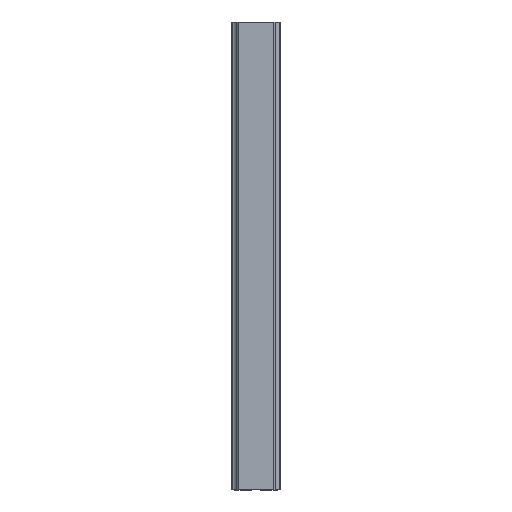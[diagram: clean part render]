
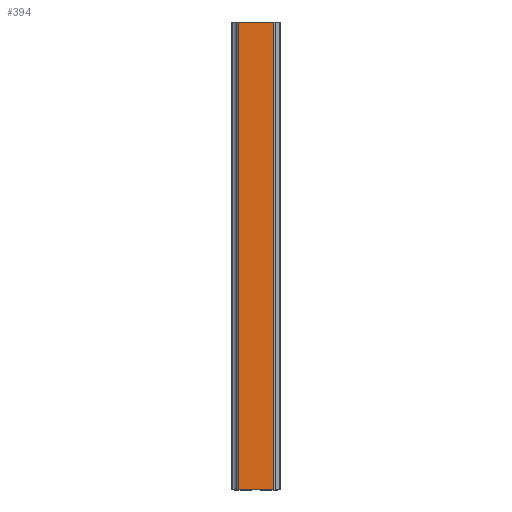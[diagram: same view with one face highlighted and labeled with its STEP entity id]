
A CAD part, top view. The second image highlights one B-rep face of the part: STEP entity #394.
In plain terms, the highlighted planar face has unit normal (0, 0, 1).
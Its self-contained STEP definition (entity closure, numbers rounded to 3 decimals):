
#394=ADVANCED_FACE('',(#809),#810,.T.);
#809=FACE_OUTER_BOUND('',#1238,.T.);
#810=PLANE('',#1239);
#1238=EDGE_LOOP('',(#2466,#2467,#2468,#2469));
#1239=AXIS2_PLACEMENT_3D('',#2470,#2471,#2472);
#2466=ORIENTED_EDGE('',*,*,#3019,.T.);
#2467=ORIENTED_EDGE('',*,*,#3147,.F.);
#2468=ORIENTED_EDGE('',*,*,#2883,.F.);
#2469=ORIENTED_EDGE('',*,*,#3145,.T.);
#2470=CARTESIAN_POINT('',(0.0,220.0,22.));
#2471=DIRECTION('',(0.0,0.0,1.0));
#2472=DIRECTION('',(-1.0,0.0,-0.0));
#2883=EDGE_CURVE('',#3551,#3553,#3554,.T.);
#3019=EDGE_CURVE('',#3780,#3778,#3781,.T.);
#3145=EDGE_CURVE('',#3551,#3780,#3942,.T.);
#3147=EDGE_CURVE('',#3553,#3778,#3944,.T.);
#3551=VERTEX_POINT('',#4488);
#3553=VERTEX_POINT('',#4491);
#3554=LINE('',#4492,#4493);
#3778=VERTEX_POINT('',#4805);
#3780=VERTEX_POINT('',#4808);
#3781=LINE('',#4809,#4810);
#3942=LINE('',#5019,#5020);
#3944=LINE('',#5022,#5023);
#4488=CARTESIAN_POINT('',(-8.3,220.0,22.));
#4491=CARTESIAN_POINT('',(8.3,220.0,22.));
#4492=CARTESIAN_POINT('',(-8.3,220.0,22.));
#4493=VECTOR('',#5336,1.0);
#4805=CARTESIAN_POINT('',(8.3,0.0,22.));
#4808=CARTESIAN_POINT('',(-8.3,0.0,22.));
#4809=CARTESIAN_POINT('',(-8.3,0.0,22.));
#4810=VECTOR('',#5492,1.0);
#5019=CARTESIAN_POINT('',(-8.3,220.0,22.));
#5020=VECTOR('',#5646,1.0);
#5022=CARTESIAN_POINT('',(8.3,220.0,22.));
#5023=VECTOR('',#5647,1.0);
#5336=DIRECTION('',(1.0,0.0,0.0));
#5492=DIRECTION('',(1.0,0.0,0.0));
#5646=DIRECTION('',(0.0,-1.0,0.0));
#5647=DIRECTION('',(0.0,-1.0,0.0));
